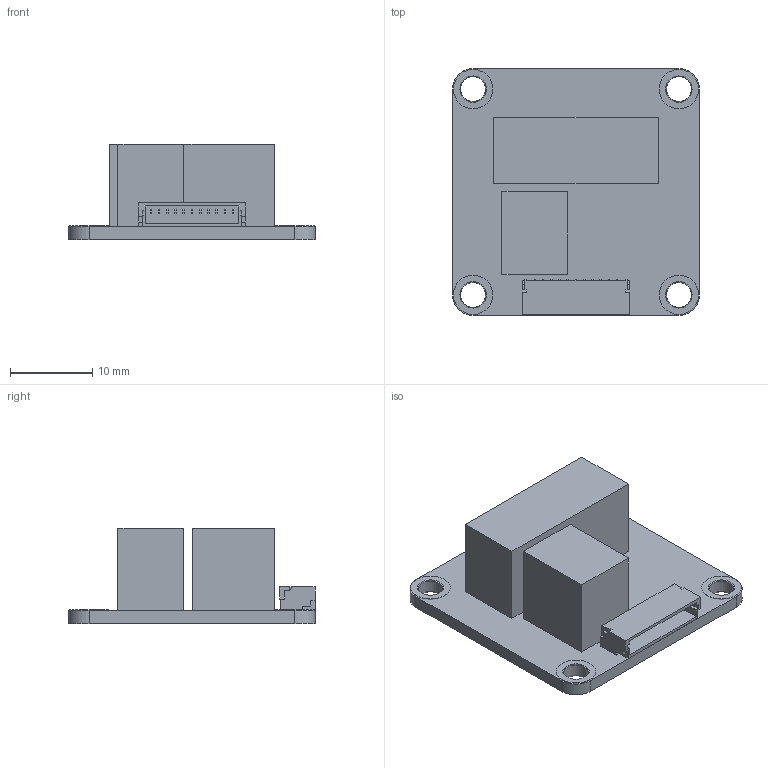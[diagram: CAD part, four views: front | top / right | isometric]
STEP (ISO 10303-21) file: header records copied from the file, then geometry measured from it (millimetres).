
FILE_DESCRIPTION(('FreeCAD Model'),'2;1');
FILE_NAME('led_strip_circuit_board.step', '2013-09-11T15:02:44',('FreeCAD'),('FreeCAD'), 'Open CASCADE STEP processor 6.5','FreeCAD','Unknown');
FILE_SCHEMA(('AUTOMOTIVE_DESIGN_CC2 { 1 2 10303 214 -1 1 5 4 }'));
Length unit declared in the file: millimetre
Products named in the file (4): Pad_Circuit_Board; BM11B-SRSS; Pad001; Pad002
Bounding box: 30 x 30 x 11.6 mm (x, y, z)
Volume: 3942 mm3; surface area: 3955 mm2
Topology: 8 solids, 8 shells, 212 faces, 548 edges, 364 vertices
Faces by surface type: plane 196, cylinder 16
Full cylindrical faces by diameter (mm): 3 x4, 3.2 x4, 4.8 x4
Entity records: 13662 total; most frequent: CARTESIAN_POINT 2317, DIRECTION 2086, LINE 1580, VECTOR 1580, ORIENTED_EDGE 1096, PCURVE 1096, DEFINITIONAL_REPRESENTATION 1096, EDGE_CURVE 548
